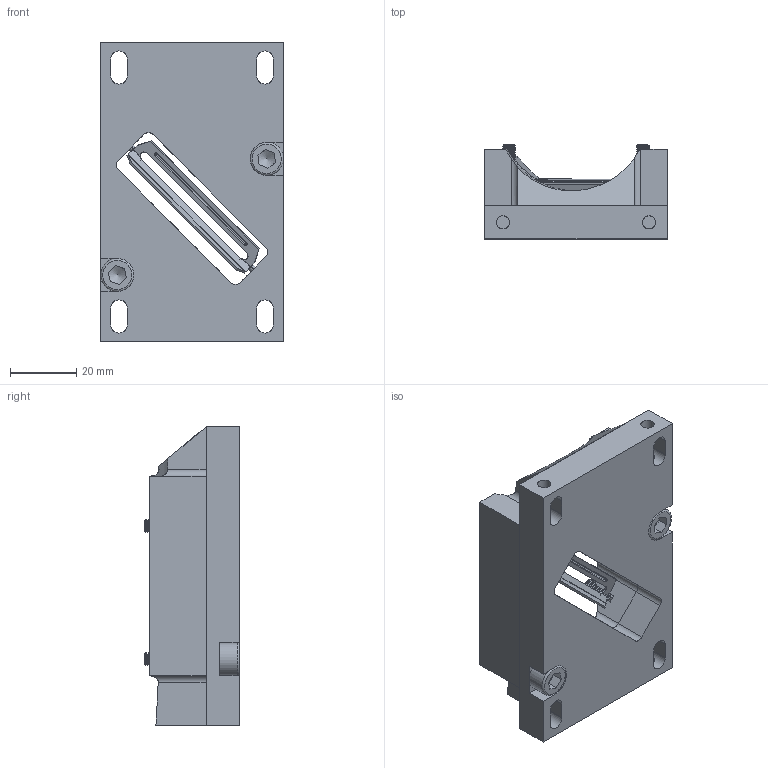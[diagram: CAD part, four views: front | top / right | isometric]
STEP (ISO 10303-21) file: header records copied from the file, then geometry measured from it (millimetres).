
FILE_DESCRIPTION(/* description */ (''),/* implementation_level */ '2;1');
FILE_NAME(/* name */ 'AssemblageStep3Assembled.stp',/* time_stamp */ '2022-05-30T17:50:47+02:00',/* author */ ('Nathann'),/* organization */ (''),/* preprocessor_version */ 'ST-DEVELOPER v16.13',/* originating_system */ 'Autodesk Inventor 2018',/* authorisation */ '');
FILE_SCHEMA (('AUTOMOTIVE_DESIGN { 1 0 10303 214 3 1 1 }'));
Length unit declared in the file: millimetre
Products named in the file (6): AssemblagePiecePresentation; Carrot_Peeler_Blade; GuideCarotte; SupportGuideCarotte; 92605A528_Stainless Steel Flat-Tip Set Screw; ISO 4762 - M6 x 12
Assembly tree (7 placements, depth 2):
  AssemblagePiecePresentation
    92605A528_Stainless Steel Flat-Tip Set Screw  x2
    Carrot_Peeler_Blade
    GuideCarotte
    ISO 4762 - M6 x 12  x2
    SupportGuideCarotte
Bounding box: 55 x 28.5 x 90 mm (x, y, z)
Volume: 74893.6 mm3; surface area: 29405.9 mm2
Topology: 7 solids, 7 shells, 246 faces, 607 edges, 382 vertices
Faces by surface type: plane 141, cylinder 65, cone 24, torus 10, bspline 4, sphere 2
Full cylindrical faces by diameter (mm): 4 x8, 5 x2, 6 x2, 6.6 x2, 10 x2
Entity records: 11425 total; most frequent: CARTESIAN_POINT 6399, DIRECTION 1021, ORIENTED_EDGE 962, EDGE_CURVE 481, AXIS2_PLACEMENT_3D 372, VERTEX_POINT 319, LINE 277, VECTOR 277
